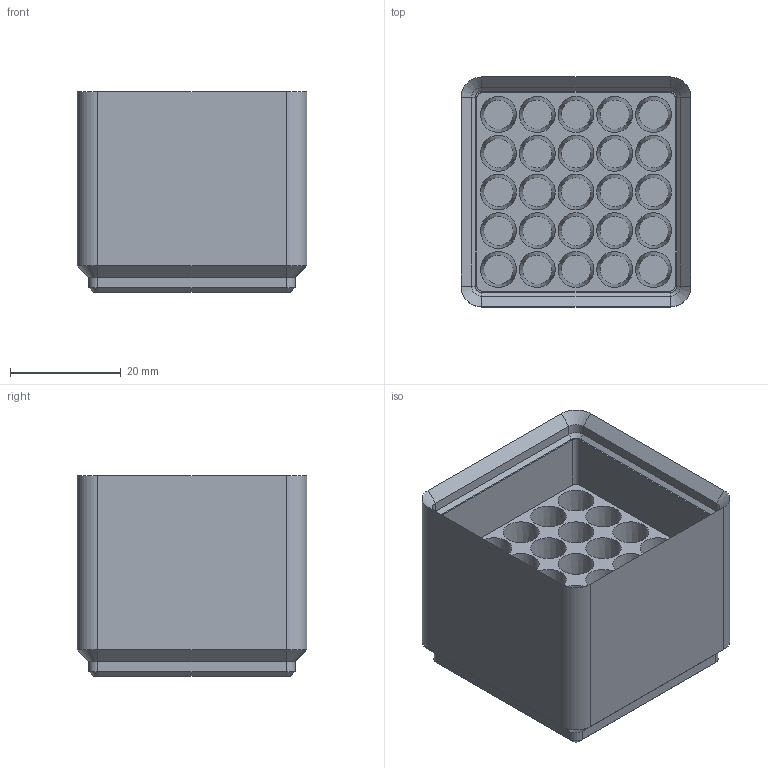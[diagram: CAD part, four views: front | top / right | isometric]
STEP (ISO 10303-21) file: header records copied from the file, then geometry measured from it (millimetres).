
FILE_DESCRIPTION(('Open CASCADE Model'),'2;1');
FILE_NAME('Open CASCADE Shape Model','2024-03-14T22:03:39',('Author'),( 'Open CASCADE'),'Open CASCADE STEP processor 7.5','Open CASCADE 7.5' ,'Unknown');
FILE_SCHEMA(('AUTOMOTIVE_DESIGN { 1 0 10303 214 1 1 1 1 }'));
Length unit declared in the file: millimetre
Products named in the file (1): Open CASCADE STEP translator 7.5 9
Bounding box: 41.5 x 41.5 x 36.2 mm (x, y, z)
Volume: 29331.3 mm3; surface area: 18580.3 mm2
Topology: 1 solids, 1 shells, 154 faces, 315 edges, 194 vertices
Faces by surface type: plane 89, cone 41, cylinder 24
Full cylindrical faces by diameter (mm): 3 x4, 6.5 x4
Entity records: 8153 total; most frequent: CARTESIAN_POINT 1761, DIRECTION 1192, ORIENTED_EDGE 630, PCURVE 630, DEFINITIONAL_REPRESENTATION 630, LINE 554, VECTOR 554, EDGE_CURVE 315
